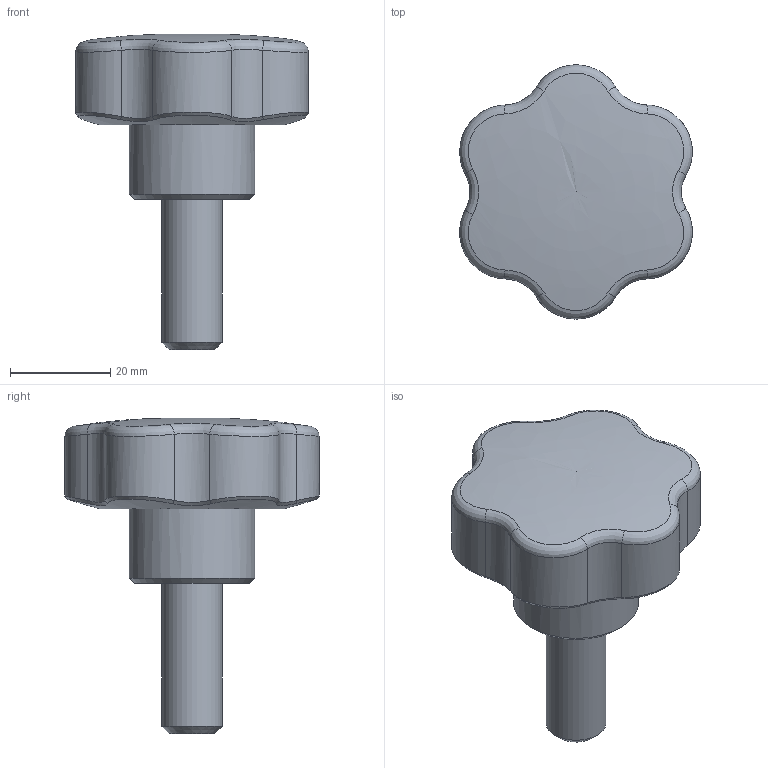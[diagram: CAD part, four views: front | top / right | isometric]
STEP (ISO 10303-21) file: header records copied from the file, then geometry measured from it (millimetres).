
FILE_DESCRIPTION( ( 'Unknown' ), '1' );
FILE_NAME( '6112295_VP50_M12x30.stp', 'Unknown', ( 'Unknown' ), ( 'Unknown' ), 'PSStep 11.0', 'Unknown', ' ' );
FILE_SCHEMA( ( 'AUTOMOTIVE_DESIGN { 1 0 10303 214 1 1 1 1 }' ) );
Length unit declared in the file: millimetre
Products named in the file (1): 6112295
Bounding box: 46.41 x 50.7 x 62.96 mm (x, y, z)
Volume: 34587.5 mm3; surface area: 11003.4 mm2
Topology: 1 solids, 2 shells, 73 faces, 181 edges, 111 vertices
Faces by surface type: plane 27, bspline 26, cylinder 16, cone 3, torus 1
Full cylindrical faces by diameter (mm): 12 x1, 14 x1, 25 x1, 35.5 x1
Entity records: 7129 total; most frequent: CARTESIAN_POINT 5048, ORIENTED_EDGE 332, DIRECTION 248, EDGE_CURVE 166, VERTEX_POINT 107, AXIS2_PLACEMENT_3D 94, EDGE_LOOP 84, FACE_OUTER_BOUND 79
